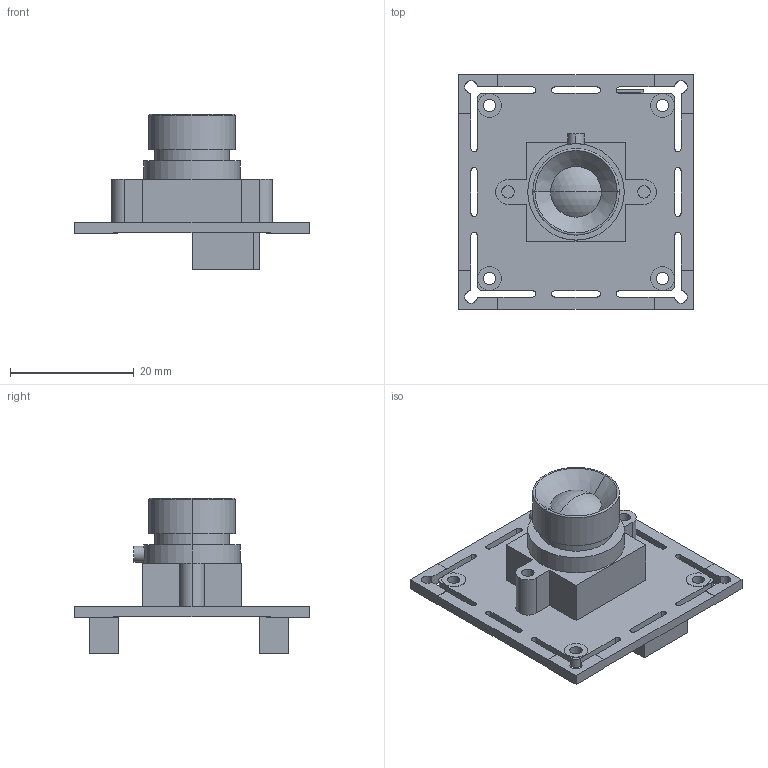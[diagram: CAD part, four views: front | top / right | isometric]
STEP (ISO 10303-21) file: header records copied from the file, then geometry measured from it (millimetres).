
FILE_DESCRIPTION (( 'STEP AP214' ), '1' );
FILE_NAME ('Head_USB_TopCamera.STEP', '2023-11-05T08:05:29', ( '' ), ( '' ), 'SwSTEP 2.0', 'SolidWorks 2023', '' );
FILE_SCHEMA (( 'AUTOMOTIVE_DESIGN' ));
Length unit declared in the file: millimetre
Products named in the file (1): Head_USB_TopCamera
Bounding box: 38 x 38 x 25.11 mm (x, y, z)
Volume: 5744.6 mm3; surface area: 5161.6 mm2
Topology: 1 solids, 1 shells, 198 faces, 543 edges, 359 vertices
Faces by surface type: plane 111, cylinder 81, sphere 2, cone 2, torus 2
Entity records: 8600 total; most frequent: CARTESIAN_POINT 1147, DIRECTION 1109, ORIENTED_EDGE 1086, EDGE_CURVE 543, VECTOR 371, LINE 371, AXIS2_PLACEMENT_3D 369, VERTEX_POINT 359
